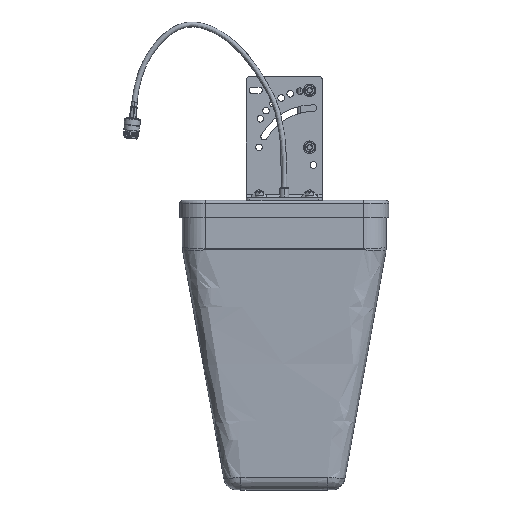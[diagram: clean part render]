
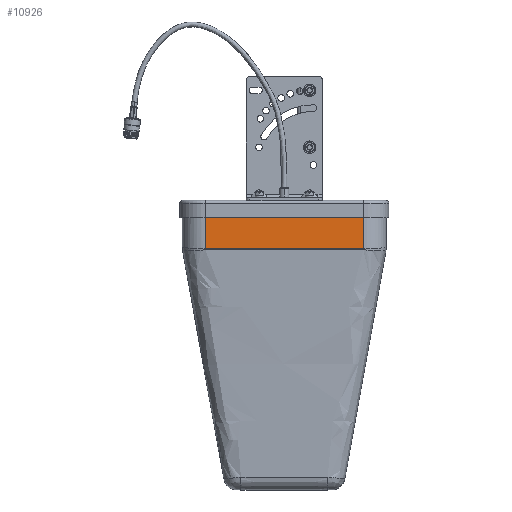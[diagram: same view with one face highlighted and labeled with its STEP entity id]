
A CAD part, top view. The second image highlights one B-rep face of the part: STEP entity #10926.
In plain terms, the highlighted planar face has unit normal (0, 0, 1).
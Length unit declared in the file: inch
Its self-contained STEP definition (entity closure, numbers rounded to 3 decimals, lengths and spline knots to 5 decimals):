
#3033 = CARTESIAN_POINT ( 'NONE',  ( -3.12093, -1.92001, 1.15 ) ) ;
#3175 = CARTESIAN_POINT ( 'NONE',  ( -1.30208, -1.92001, 1.15 ) ) ;
#3329 = CARTESIAN_POINT ( 'NONE',  ( 3.125, -1.91967, 1.15 ) ) ;
#4079 = LINE ( 'NONE', #23307, #39587 ) ;
#4220 = EDGE_CURVE ( 'NONE', #22175, #34699, #35762, .T. ) ;
#5677 = PLANE ( 'NONE',  #15618 ) ;
#6333 = VECTOR ( 'NONE', #12411, 39.37008 ) ;
#6600 = CARTESIAN_POINT ( 'NONE',  ( 1.30208, -1.92001, 1.15 ) ) ;
#7137 = VERTEX_POINT ( 'NONE', #39732 ) ;
#7379 = CARTESIAN_POINT ( 'NONE',  ( 3.125, -1.91967, 1.15 ) ) ;
#8092 = ORIENTED_EDGE ( 'NONE', *, *, #4220, .T. ) ;
#8624 = VERTEX_POINT ( 'NONE', #10456 ) ;
#9888 = CARTESIAN_POINT ( 'NONE',  ( -3.125, -1.91967, 1.15 ) ) ;
#10033 = CARTESIAN_POINT ( 'NONE',  ( 2.66927, -1.92001, 1.15 ) ) ;
#10110 = LINE ( 'NONE', #14539, #30525 ) ;
#10456 = CARTESIAN_POINT ( 'NONE',  ( 3.125, -0.6875, 1.15 ) ) ;
#10926 = ADVANCED_FACE ( 'NONE', ( #27539 ), #5677, .F. ) ;
#12411 = DIRECTION ( 'NONE',  ( 0., 1., 0. ) ) ;
#12740 = EDGE_CURVE ( 'NONE', #22175, #7137, #10110, .T. ) ;
#12748 = DIRECTION ( 'NONE',  ( 0., 0., -1. ) ) ;
#13375 = CARTESIAN_POINT ( 'NONE',  ( -3.11076, -1.92001, 1.15 ) ) ;
#13524 = CARTESIAN_POINT ( 'NONE',  ( 3.01107, -1.92001, 1.15 ) ) ;
#14539 = CARTESIAN_POINT ( 'NONE',  ( -3.125, -1.9375, 1.15 ) ) ;
#15618 = AXIS2_PLACEMENT_3D ( 'NONE', #33293, #12748, #36808 ) ;
#16859 = CARTESIAN_POINT ( 'NONE',  ( -3.06803, -1.92001, 1.15 ) ) ;
#17008 = CARTESIAN_POINT ( 'NONE',  ( 3.09652, -1.92001, 1.15 ) ) ;
#18726 = EDGE_CURVE ( 'NONE', #34699, #8624, #32641, .T. ) ;
#20271 = CARTESIAN_POINT ( 'NONE',  ( -2.89714, -1.92001, 1.15 ) ) ;
#20418 = CARTESIAN_POINT ( 'NONE',  ( 3.11686, -1.92001, 1.15 ) ) ;
#22175 = VERTEX_POINT ( 'NONE', #28027 ) ;
#23307 = CARTESIAN_POINT ( 'NONE',  ( 3.125, -0.6875, 1.15 ) ) ;
#23763 = CARTESIAN_POINT ( 'NONE',  ( -2.21354, -1.92001, 1.15 ) ) ;
#23915 = CARTESIAN_POINT ( 'NONE',  ( 3.12297, -1.9202, 1.15 ) ) ;
#26741 = DIRECTION ( 'NONE',  ( -1., 0., 0. ) ) ;
#27186 = CARTESIAN_POINT ( 'NONE',  ( 0., -1.92001, 1.15 ) ) ;
#27539 = FACE_OUTER_BOUND ( 'NONE', #28853, .T. ) ;
#28027 = CARTESIAN_POINT ( 'NONE',  ( -3.125, -1.91967, 1.15 ) ) ;
#28853 = EDGE_LOOP ( 'NONE', ( #37303, #8092, #37081, #31196 ) ) ;
#30458 = CARTESIAN_POINT ( 'NONE',  ( -3.12297, -1.92019, 1.15 ) ) ;
#30525 = VECTOR ( 'NONE', #38609, 39.37008 ) ;
#30604 = CARTESIAN_POINT ( 'NONE',  ( 2.21354, -1.92001, 1.15 ) ) ;
#31196 = ORIENTED_EDGE ( 'NONE', *, *, #42817, .T. ) ;
#32641 = LINE ( 'NONE', #32962, #6333 ) ;
#32962 = CARTESIAN_POINT ( 'NONE',  ( 3.125, -1.9375, 1.15 ) ) ;
#33293 = CARTESIAN_POINT ( 'NONE',  ( 3.125, -1.9375, 1.15 ) ) ;
#33942 = CARTESIAN_POINT ( 'NONE',  ( -3.11686, -1.92001, 1.15 ) ) ;
#34105 = CARTESIAN_POINT ( 'NONE',  ( 2.89714, -1.92001, 1.15 ) ) ;
#34699 = VERTEX_POINT ( 'NONE', #7379 ) ;
#35762 = B_SPLINE_CURVE_WITH_KNOTS ( 'NONE', 3,
 ( #9888, #30458, #3033, #33942, #13375, #37443, #16859, #40918, #20271, #44406, #23763, #3175, #27186, #6600, #30604, #10033, #34105, #13524, #37589, #17008, #41082, #20418, #44545, #23915, #3329 ),
 .UNSPECIFIED., .F., .F.,
 ( 4, 2, 1, 1, 1, 1, 1, 1, 1, 1, 1, 1, 1, 1, 1, 1, 1, 1, 1, 2, 4 ),
 ( 0., 0.00016, 0.00031, 0.00062, 0.00124, 0.00248, 0.00496, 0.00992, 0.01984, 0.03969, 0.07937, 0.11906, 0.13891, 0.14883, 0.15379, 0.15627, 0.15751, 0.15813, 0.15844, 0.15859, 0.15875 ),
 .UNSPECIFIED. ) ;
#36808 = DIRECTION ( 'NONE',  ( -1., 0., 0. ) ) ;
#37081 = ORIENTED_EDGE ( 'NONE', *, *, #18726, .T. ) ;
#37303 = ORIENTED_EDGE ( 'NONE', *, *, #12740, .F. ) ;
#37443 = CARTESIAN_POINT ( 'NONE',  ( -3.09652, -1.92001, 1.15 ) ) ;
#37589 = CARTESIAN_POINT ( 'NONE',  ( 3.06803, -1.92001, 1.15 ) ) ;
#38609 = DIRECTION ( 'NONE',  ( 0., 1., 0. ) ) ;
#39587 = VECTOR ( 'NONE', #26741, 39.37008 ) ;
#39732 = CARTESIAN_POINT ( 'NONE',  ( -3.125, -0.6875, 1.15 ) ) ;
#40918 = CARTESIAN_POINT ( 'NONE',  ( -3.01107, -1.92001, 1.15 ) ) ;
#41082 = CARTESIAN_POINT ( 'NONE',  ( 3.11076, -1.92001, 1.15 ) ) ;
#42817 = EDGE_CURVE ( 'NONE', #8624, #7137, #4079, .T. ) ;
#44406 = CARTESIAN_POINT ( 'NONE',  ( -2.66927, -1.92001, 1.15 ) ) ;
#44545 = CARTESIAN_POINT ( 'NONE',  ( 3.12093, -1.92001, 1.15 ) ) ;
